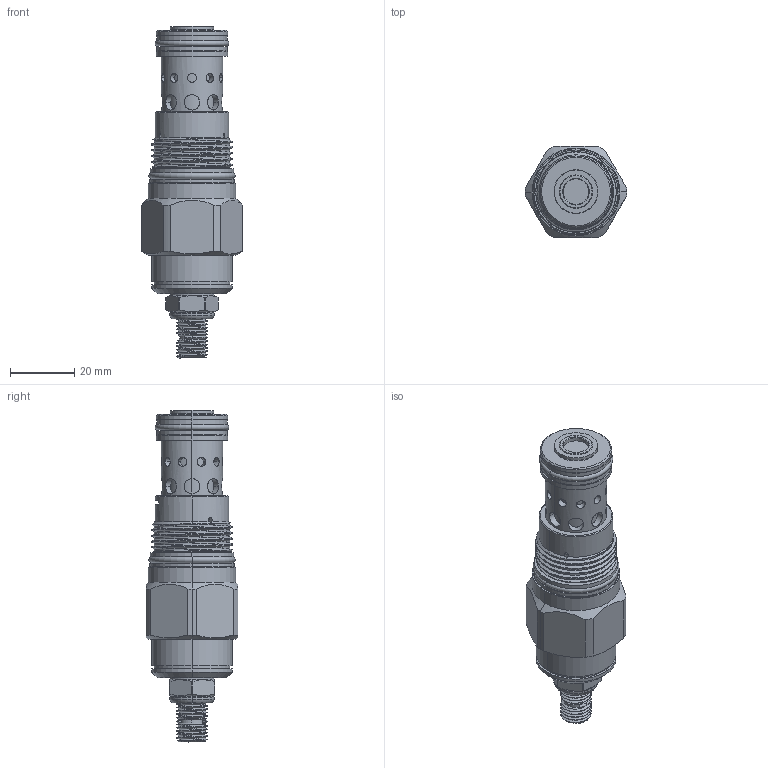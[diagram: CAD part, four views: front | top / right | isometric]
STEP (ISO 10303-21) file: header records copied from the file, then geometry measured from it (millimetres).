
FILE_DESCRIPTION (( 'STEP AP203' ), '1' );
FILE_NAME ('RC3A2G-L.STEP', '2020-04-15T02:38:44', ( '' ), ( '' ), 'SwSTEP 2.0', 'SolidWorks 2018', '' );
FILE_SCHEMA (( 'CONFIG_CONTROL_DESIGN' ));
Length unit declared in the file: millimetre
Products named in the file (1): RC3A2G-L
Bounding box: 31.6 x 28.59 x 103.49 mm (x, y, z)
Volume: 40524 mm3; surface area: 11433.9 mm2
Topology: 3 solids, 3 shells, 300 faces, 712 edges, 455 vertices
Faces by surface type: cylinder 179, plane 59, cone 30, torus 26, bspline 6
Entity records: 14563 total; most frequent: CARTESIAN_POINT 7929, ORIENTED_EDGE 1420, DIRECTION 1301, EDGE_CURVE 710, AXIS2_PLACEMENT_3D 537, VERTEX_POINT 455, EDGE_LOOP 341, FACE_OUTER_BOUND 300
